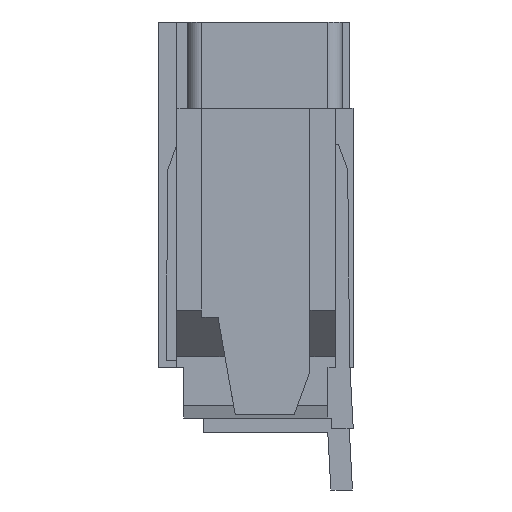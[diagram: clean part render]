
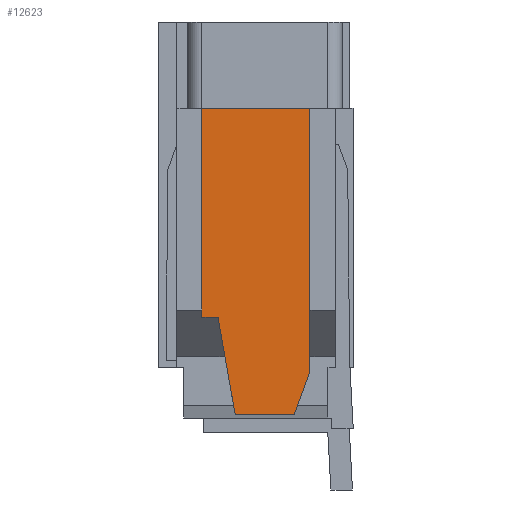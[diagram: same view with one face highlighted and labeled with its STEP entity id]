
A CAD part, left-side view. The second image highlights one B-rep face of the part: STEP entity #12623.
In plain terms, the highlighted planar face has unit normal (-1, 0, 0).
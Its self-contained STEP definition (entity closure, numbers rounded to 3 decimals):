
#1705=DIRECTION('',(0.,1.,0.));
#1706=VECTOR('',#1705,1.5);
#1707=CARTESIAN_POINT('',(-11.2,0.6,-1.2));
#1708=LINE('158466',#1707,#1706);
#1709=DIRECTION('',(0.,0.,1.));
#1710=VECTOR('',#1709,2.9);
#1711=CARTESIAN_POINT('',(-11.2,0.6,-4.1));
#1712=LINE('158465',#1711,#1710);
#1713=DIRECTION('',(0.,0.342,-0.94));
#1714=VECTOR('',#1713,0.639);
#1715=CARTESIAN_POINT('',(-11.2,0.6,-4.85));
#1716=LINE('157435',#1715,#1714);
#1717=DIRECTION('',(0.,0.174,0.985));
#1718=VECTOR('',#1717,1.371);
#1719=CARTESIAN_POINT('',(-11.2,1.639,-5.45));
#1720=LINE('158458',#1719,#1718);
#7014=DIRECTION('',(0.,0.,-1.));
#7015=VECTOR('',#7014,2.9);
#7016=CARTESIAN_POINT('',(-11.2,2.1,-1.2));
#7017=LINE('158455',#7016,#7015);
#7034=DIRECTION('',(0.,-1.,0.));
#7035=VECTOR('',#7034,0.223);
#7036=CARTESIAN_POINT('',(-11.2,2.1,-4.1));
#7037=LINE('158464',#7036,#7035);
#7098=DIRECTION('',(0.,-1.,0.));
#7099=VECTOR('',#7098,0.82);
#7100=CARTESIAN_POINT('',(-11.2,1.639,-5.45));
#7101=LINE('157439',#7100,#7099);
#7114=DIRECTION('',(0.,0.,1.));
#7115=VECTOR('',#7114,0.75);
#7116=CARTESIAN_POINT('',(-11.2,0.6,-4.85));
#7117=LINE('157734',#7116,#7115);
#10212=CARTESIAN_POINT('',(-11.2,0.6,-4.85));
#10213=CARTESIAN_POINT('',(-11.2,0.819,-5.45));
#10214=VERTEX_POINT('',#10212);
#10215=VERTEX_POINT('',#10213);
#10216=CARTESIAN_POINT('',(-11.2,1.639,-5.45));
#10217=VERTEX_POINT('',#10216);
#10474=CARTESIAN_POINT('',(-11.2,0.6,-4.1));
#10475=VERTEX_POINT('',#10474);
#10543=CARTESIAN_POINT('',(-11.2,2.1,-1.2));
#10544=CARTESIAN_POINT('',(-11.2,2.1,-4.1));
#10545=VERTEX_POINT('',#10543);
#10546=VERTEX_POINT('',#10544);
#10547=CARTESIAN_POINT('',(-11.2,1.877,-4.1));
#10549=VERTEX_POINT('',#10547);
#10553=CARTESIAN_POINT('',(-11.2,0.6,-1.2));
#10554=VERTEX_POINT('',#10553);
#12601=CARTESIAN_POINT('',(-11.2,1.3,-3.325));
#12602=DIRECTION('',(1.,0.,0.));
#12603=DIRECTION('',(0.,0.,-1.));
#12604=AXIS2_PLACEMENT_3D('',#12601,#12602,#12603);
#12605=PLANE('157311',#12604);
#12606=ORIENTED_EDGE('158466',*,*,#12511,.F.);
#12608=ORIENTED_EDGE('158465',*,*,#12607,.F.);
#12610=ORIENTED_EDGE('157734',*,*,#12609,.F.);
#12612=ORIENTED_EDGE('157435',*,*,#12611,.T.);
#12614=ORIENTED_EDGE('157439',*,*,#12613,.F.);
#12616=ORIENTED_EDGE('158458',*,*,#12615,.T.);
#12618=ORIENTED_EDGE('158464',*,*,#12617,.F.);
#12620=ORIENTED_EDGE('158455',*,*,#12619,.F.);
#12621=EDGE_LOOP('157311',(#12606,#12608,#12610,#12612,#12614,#12616,#12618,
#12620));
#12622=FACE_OUTER_BOUND('157311',#12621,.F.);
#12623=ADVANCED_FACE('157311',(#12622),#12605,.F.);
#12511=EDGE_CURVE('158466',#10554,#10545,#1708,.T.);
#12607=EDGE_CURVE('158465',#10475,#10554,#1712,.T.);
#12609=EDGE_CURVE('157734',#10214,#10475,#7117,.T.);
#12611=EDGE_CURVE('157435',#10214,#10215,#1716,.T.);
#12613=EDGE_CURVE('157439',#10217,#10215,#7101,.T.);
#12615=EDGE_CURVE('158458',#10217,#10549,#1720,.T.);
#12617=EDGE_CURVE('158464',#10546,#10549,#7037,.T.);
#12619=EDGE_CURVE('158455',#10545,#10546,#7017,.T.);
